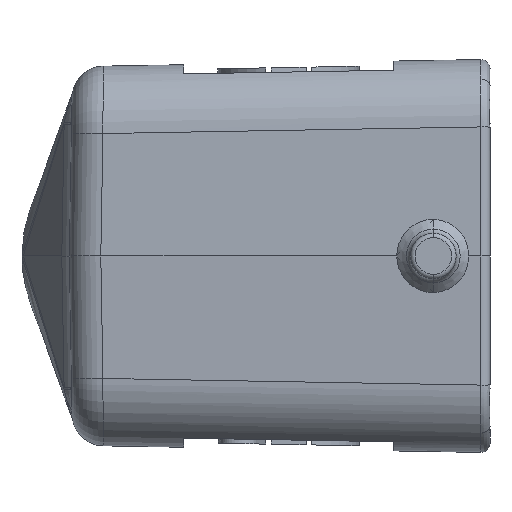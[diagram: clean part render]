
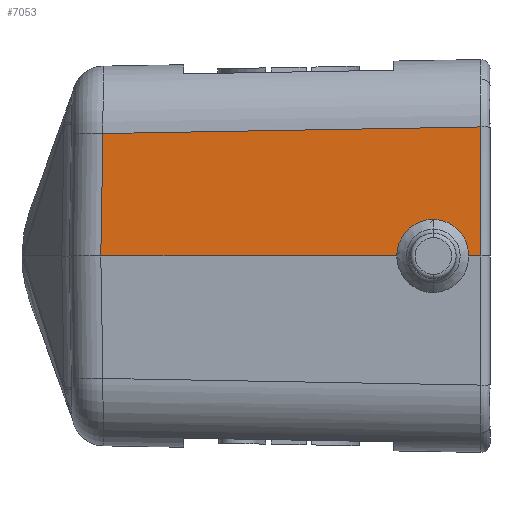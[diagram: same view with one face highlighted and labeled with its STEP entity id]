
A CAD part, left-side view. The second image highlights one B-rep face of the part: STEP entity #7053.
In plain terms, the highlighted planar face has unit normal (-1, 0.018, 0.017).
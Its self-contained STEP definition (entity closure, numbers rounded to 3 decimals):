
#90=CARTESIAN_POINT('',(-29.736,1.017,14.114));
#96=CARTESIAN_POINT('',(-29.822,6.2,4.));
#97=CARTESIAN_POINT('',(-29.827,5.899,3.995));
#98=CARTESIAN_POINT('',(-29.839,5.316,3.917));
#99=CARTESIAN_POINT('',(-29.859,4.482,3.608));
#100=CARTESIAN_POINT('',(-29.88,3.742,3.123));
#101=CARTESIAN_POINT('',(-29.902,3.128,2.487));
#102=CARTESIAN_POINT('',(-29.923,2.669,1.731));
#103=CARTESIAN_POINT('',(-29.943,2.389,0.886));
#104=CARTESIAN_POINT('',(-29.954,2.332,0.301));
#105=CARTESIAN_POINT('',(-29.959,2.337,
0.));
#107=DIRECTION('',(0.,-0.707,0.707));
#108=VECTOR('',#107,5.657);
#109=CARTESIAN_POINT('',(-29.822,10.2,
0.));
#110=LINE('',#109,#108);
#111=DIRECTION('',(-0.017,0.017,-1.));
#112=VECTOR('',#111,13.397);
#113=CARTESIAN_POINT('',(-29.027,42.328,13.393));
#114=LINE('',#113,#112);
#115=DIRECTION('',(0.017,1.,-0.017));
#116=VECTOR('',#115,41.323);
#117=CARTESIAN_POINT('',(-29.736,1.017,14.114));
#118=LINE('',#117,#116);
#127=DIRECTION('',(0.017,1.,0.));
#128=VECTOR('',#127,32.367);
#129=CARTESIAN_POINT('',(-29.822,10.2,
0.));
#130=LINE('',#129,#128);
#135=CARTESIAN_POINT('',(-29.959,2.337,
0.));
#146=DIRECTION('',(0.017,1.,0.));
#147=VECTOR('',#146,1.319);
#148=CARTESIAN_POINT('',(-29.982,1.019,
0.));
#149=LINE('',#148,#147);
#588=DIRECTION('',(-0.017,0.,-1.));
#589=VECTOR('',#588,14.116);
#590=CARTESIAN_POINT('',(-29.736,1.017,14.114));
#591=LINE('',#590,#589);
#5748=CARTESIAN_POINT('',(-29.027,42.328,13.393));
#5749=CARTESIAN_POINT('',(-29.257,42.562,
0.));
#5750=VERTEX_POINT('',#5748);
#5751=VERTEX_POINT('',#5749);
#5809=VERTEX_POINT('',#90);
#6323=CARTESIAN_POINT('',(-29.982,1.019,
0.));
#6324=VERTEX_POINT('',#6323);
#6513=VERTEX_POINT('',#135);
#6565=CARTESIAN_POINT('',(-29.822,10.2,
0.));
#6566=VERTEX_POINT('',#6565);
#6617=VERTEX_POINT('',#96);
#7033=CARTESIAN_POINT('',(-29.607,0.,22.544));
#7034=DIRECTION('',(-1.,0.017,0.017));
#7035=DIRECTION('',(-0.017,-1.,0.));
#7036=AXIS2_PLACEMENT_3D('',#7033,#7034,#7035);
#7037=PLANE('',#7036);
#7039=ORIENTED_EDGE('',*,*,#7038,.T.);
#7041=ORIENTED_EDGE('',*,*,#7040,.F.);
#7043=ORIENTED_EDGE('',*,*,#7042,.F.);
#7045=ORIENTED_EDGE('',*,*,#7044,.T.);
#7047=ORIENTED_EDGE('',*,*,#7046,.F.);
#7048=ORIENTED_EDGE('',*,*,#7014,.F.);
#7050=ORIENTED_EDGE('',*,*,#7049,.T.);
#7051=EDGE_LOOP('',(#7039,#7041,#7043,#7045,#7047,#7048,#7050));
#7052=FACE_OUTER_BOUND('',#7051,.F.);
#106=B_SPLINE_CURVE_WITH_KNOTS('',3,(#96,#97,#98,#99,#100,#101,#102,#103,#104,
#105),.UNSPECIFIED.,.F.,.F.,(4,1,1,1,1,1,1,4),(0.,0.143,
0.286,0.429,0.571,0.714,
0.857,1.),.UNSPECIFIED.);
#7014=EDGE_CURVE('',#5809,#5750,#118,.T.);
#7038=EDGE_CURVE('',#6324,#6513,#149,.T.);
#7040=EDGE_CURVE('',#6617,#6513,#106,.T.);
#7042=EDGE_CURVE('',#6566,#6617,#110,.T.);
#7044=EDGE_CURVE('',#6566,#5751,#130,.T.);
#7046=EDGE_CURVE('',#5750,#5751,#114,.T.);
#7049=EDGE_CURVE('',#5809,#6324,#591,.T.);
#7053=ADVANCED_FACE('',(#7052),#7037,.T.);
